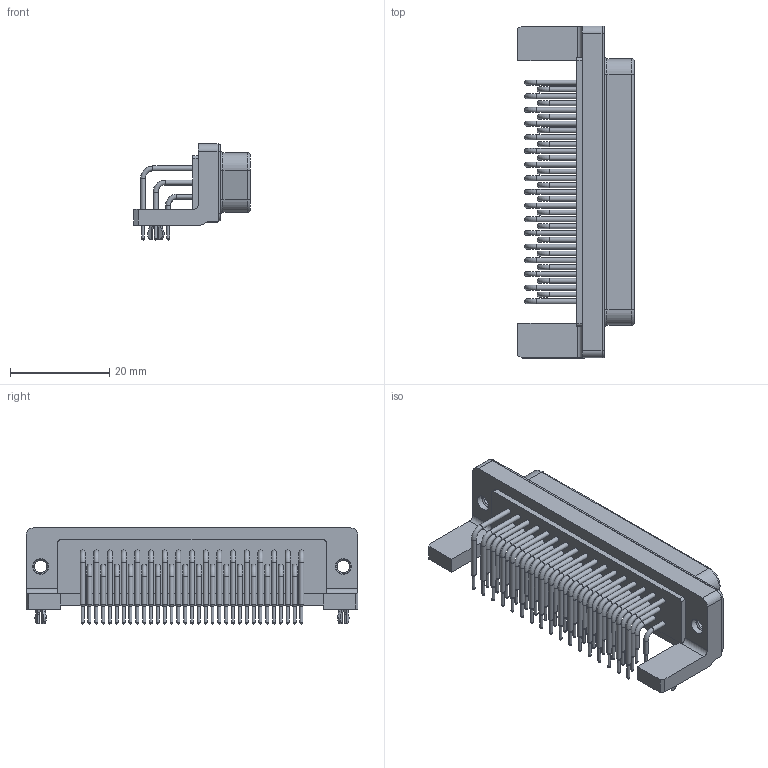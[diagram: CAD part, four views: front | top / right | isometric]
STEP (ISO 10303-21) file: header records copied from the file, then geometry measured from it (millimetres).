
FILE_DESCRIPTION(/* description */ (''),/* implementation_level */ '2;1');
FILE_NAME(/* name */ '100625872ugm000_b.stp',/* time_stamp */ '2019-08-30T03:37:24+02:00',/* author */ (''),/* organization */ (''),/* preprocessor_version */ 'ST-DEVELOPER v16.7',/* originating_system */ 'SIEMENS PLM Software NX 12.0',/* authorisation */ '');
FILE_SCHEMA (('AUTOMOTIVE_DESIGN { 1 0 10303 214 3 1 1 1 }'));
Length unit declared in the file: millimetre
Products named in the file (1): 100625872ugm000_b
Bounding box: 23.5 x 67 x 19.4 mm (x, y, z)
Volume: 6758.9 mm3; surface area: 10165.2 mm2
Topology: 1 solids, 1 shells, 1590 faces, 4360 edges, 2711 vertices
Faces by surface type: plane 628, cylinder 488, cone 208, torus 116, bspline 100, sphere 50
Full cylindrical faces by diameter (mm): 0.6 x50, 1 x150, 1.03 x50, 1.65 x50, 2.5 x2, 3.12 x2, 3.2 x2, 3.81 x2, 3.9 x2, 4.41 x2
Entity records: 56018 total; most frequent: CARTESIAN_POINT 9910, DIRECTION 7564, ORIENTED_EDGE 6160, EDGE_CURVE 3080, AXIS2_PLACEMENT_3D 3033, EDGE_LOOP 2570, VERTEX_POINT 2306, FACE_BOUND 1732
